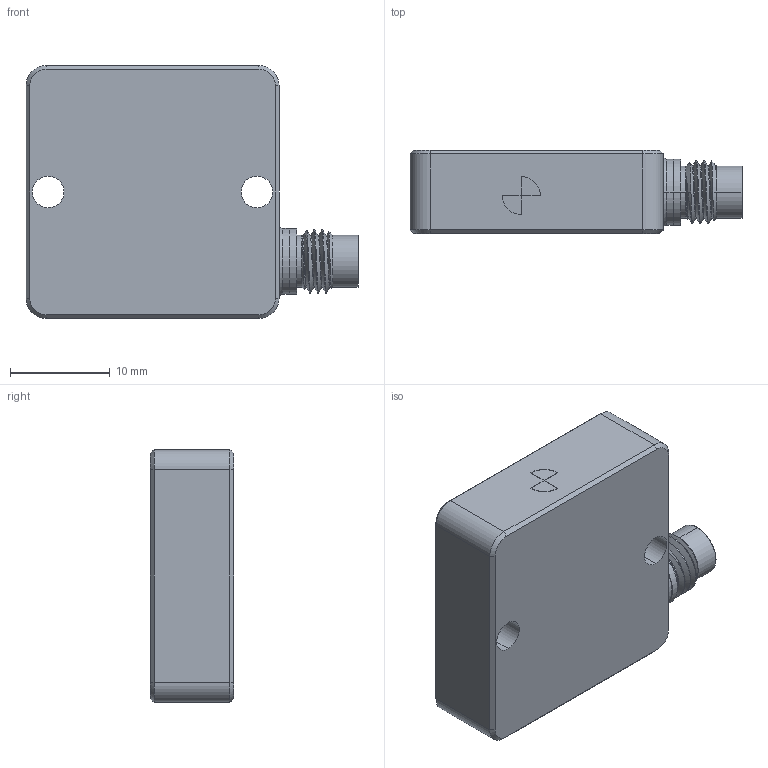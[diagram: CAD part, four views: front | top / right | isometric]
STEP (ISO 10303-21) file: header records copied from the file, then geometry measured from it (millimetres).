
FILE_DESCRIPTION (( 'STEP AP214' ), '1' );
FILE_NAME ('7500AX.STEP', '2017-04-27T15:32:34', ( 'DYTRAN' ), ( 'BOXX Technologies, Inc.' ), 'SwSTEP 2.0', 'SolidWorks 2016', '' );
FILE_SCHEMA (( 'AUTOMOTIVE_DESIGN' ));
Length unit declared in the file: millimetre
Products named in the file (1): 7500AX
Bounding box: 33.32 x 8.38 x 25.4 mm (x, y, z)
Volume: 5233.5 mm3; surface area: 3919.4 mm2
Topology: 1 solids, 1 shells, 569 faces, 1498 edges, 971 vertices
Faces by surface type: plane 327, bspline 123, cylinder 72, cone 33, torus 12, sphere 2
Entity records: 29992 total; most frequent: CARTESIAN_POINT 10439, ORIENTED_EDGE 2980, DIRECTION 2292, EDGE_CURVE 1490, LINE 1046, VECTOR 1046, VERTEX_POINT 971, EDGE_LOOP 627
